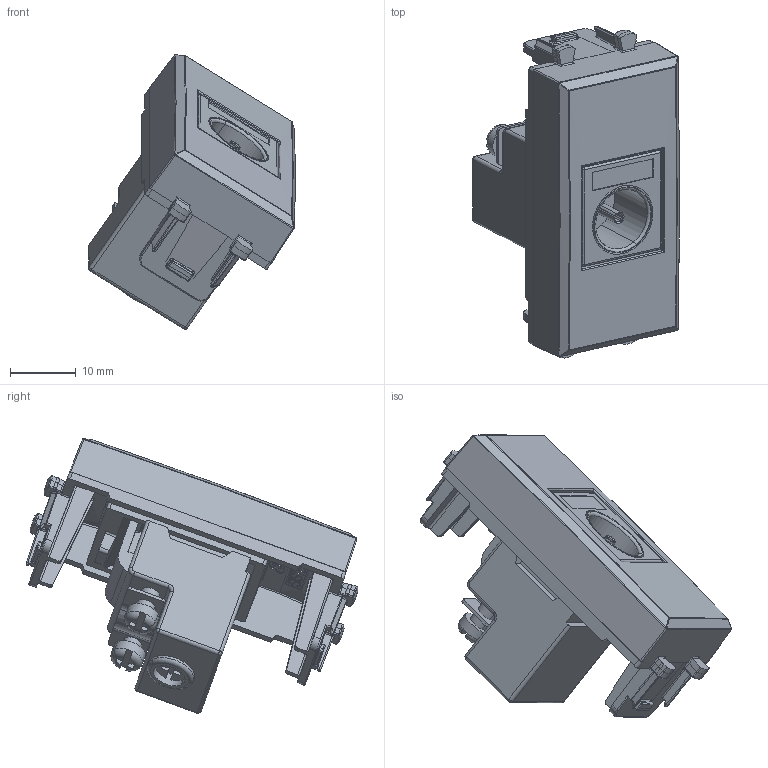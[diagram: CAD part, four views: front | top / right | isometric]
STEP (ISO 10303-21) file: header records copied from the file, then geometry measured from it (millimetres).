
FILE_DESCRIPTION(('CATIA V5 STEP Exchange'),'2;1');
FILE_NAME('445096FE.stp','2024-03-07T15:17:07+00:00',('none'),('none'),'CATIA Version 5-6 Release 2016 SP6','CATIA V5 STEP AP203','none');
FILE_SCHEMA(('CONFIG_CONTROL_DESIGN'));
Length unit declared in the file: millimetre
Products named in the file (1): 445096FE
Assembly tree (2 placements, depth 2):
  445096FE
    #57
    #45314
Bounding box: 31.51 x 50.64 x 41.88 mm (x, y, z)
Volume: 10613.7 mm3; surface area: 10395.1 mm2
Topology: 2 solids, 2 shells, 1352 faces, 3599 edges, 2230 vertices
Faces by surface type: plane 805, cylinder 317, bspline 99, sphere 48, torus 33, extrusion 26, cone 24
Entity records: 50631 total; most frequent: CARTESIAN_POINT 21426, ORIENTED_EDGE 7086, DIRECTION 4221, EDGE_CURVE 3543, VERTEX_POINT 2230, VECTOR 1621, LINE 1595, AXIS2_PLACEMENT_3D 1551
